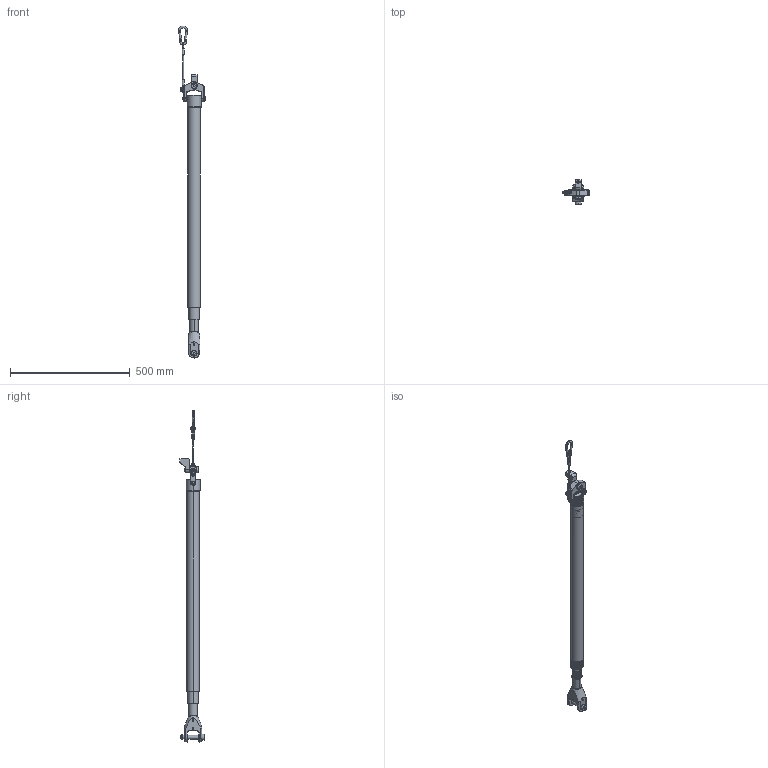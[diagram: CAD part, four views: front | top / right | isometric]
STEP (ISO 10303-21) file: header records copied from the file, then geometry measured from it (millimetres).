
FILE_DESCRIPTION((''),'2;1');
FILE_NAME('4390152885_ASM','2016-03-15T',('TOOcsr'),(''),'CREO PARAMETRIC BY PTC INC, 2015380','CREO PARAMETRIC BY PTC INC, 2015380','');
FILE_SCHEMA(('CONFIG_CONTROL_DESIGN','GEOMETRIC_VALIDATION_PROPERTIES_MIM'));
Products named in the file (34): 4390152600; 4390152601; 4390152603; 4390152202; 4390152616; 0196155291; 4390207904; 4390152680_ASM; 4390152605; 4390152806; 4390152609; 4390152881_ASM; 4390152807; 4390152610; 4390152611; 4390152882_ASM; 4390152808; 4390152612; 4390152883_ASM; 4390152613; 0108333200; 4390152884_ASM; 4390152614; 0291111200; 4390207915; TIMBLE; 1-1-SOLID1; 2-1-SOLID1; 4390207914_ASM; 4390207917_ASM; 4390207910; 0216132500; 4390207918_ASM; 4390152885_ASM
Assembly tree (38 placements, depth 5):
  4390152885_ASM
    4390152680_ASM
      4390152600
      4390152601
      4390152603
      4390152202  x2
      4390152616  x2
      0196155291  x3
      4390207904
    4390152884_ASM
      4390152881_ASM
        4390152605
        4390152806
        4390152609
      4390152882_ASM
        4390152807
        4390152610
        4390152611
      4390152883_ASM
        4390152808
        4390152612
      4390152613
      0108333200
    4390152614
    0291111200
    4390207918_ASM
      4390207917_ASM
        4390207915
        TIMBLE  x2
        4390207914_ASM
          1-1-SOLID1
          2-1-SOLID1
      4390207910
      0216132500
Bounding box: 113.72 x 101.9 x 1383.51 mm (x, y, z)
Volume: 1138843.6 mm3; surface area: 854598.1 mm2
Topology: 30 solids, 43 shells, 1180 faces, 3054 edges, 1942 vertices
Faces by surface type: cylinder 504, plane 377, bspline 122, torus 99, cone 74, sphere 2, extrusion 2
Entity records: 214988 total; most frequent: CARTESIAN_POINT 177731, ORIENTED_EDGE 5766, DIRECTION 5170, EDGE_CURVE 2914, AXIS2_PLACEMENT_3D 2043, PRESENTATION_STYLE_ASSIGNMENT 1929, STYLED_ITEM 1929, VERTEX_POINT 1862
